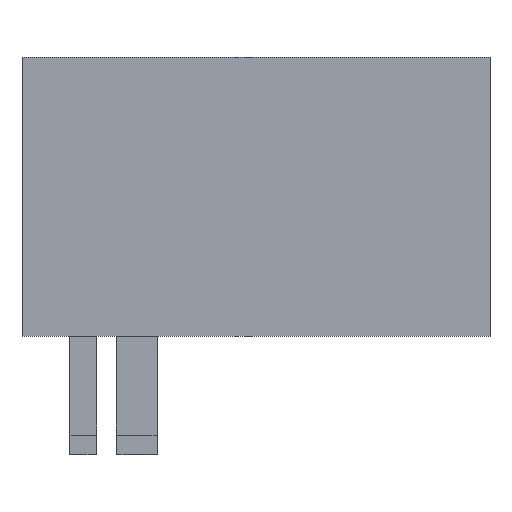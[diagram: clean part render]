
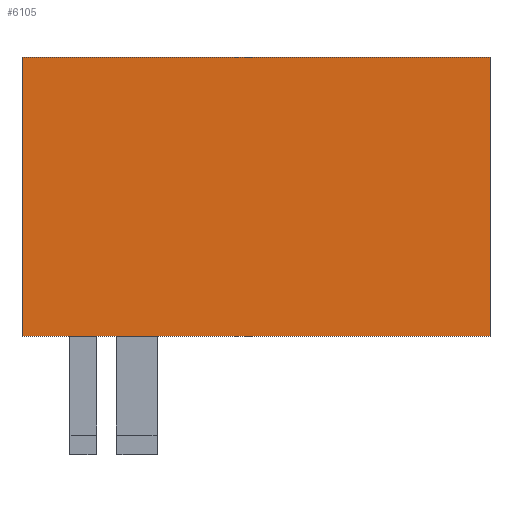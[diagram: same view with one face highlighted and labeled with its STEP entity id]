
A CAD part, top view. The second image highlights one B-rep face of the part: STEP entity #6105.
In plain terms, the highlighted planar face has unit normal (0, 0, 1).
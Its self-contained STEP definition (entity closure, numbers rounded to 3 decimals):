
#335=PLANE('',#6425);
#627=FACE_OUTER_BOUND('',#921,.T.);
#921=EDGE_LOOP('',(#5806,#5807,#5808,#5809));
#1766=LINE('',#9594,#2622);
#1770=LINE('',#9602,#2626);
#1773=LINE('',#9608,#2629);
#1776=LINE('',#9613,#2632);
#2622=VECTOR('',#7862,10.);
#2626=VECTOR('',#7868,10.);
#2629=VECTOR('',#7873,10.);
#2632=VECTOR('',#7878,10.);
#3210=VERTEX_POINT('',#9592);
#3211=VERTEX_POINT('',#9593);
#3214=VERTEX_POINT('',#9601);
#3216=VERTEX_POINT('',#9607);
#4070=EDGE_CURVE('',#3210,#3211,#1766,.T.);
#4074=EDGE_CURVE('',#3211,#3214,#1770,.T.);
#4077=EDGE_CURVE('',#3214,#3216,#1773,.T.);
#4080=EDGE_CURVE('',#3216,#3210,#1776,.T.);
#5806=ORIENTED_EDGE('',*,*,#4080,.T.);
#5807=ORIENTED_EDGE('',*,*,#4070,.T.);
#5808=ORIENTED_EDGE('',*,*,#4074,.T.);
#5809=ORIENTED_EDGE('',*,*,#4077,.T.);
#6105=ADVANCED_FACE('',(#627),#335,.T.);
#6425=AXIS2_PLACEMENT_3D('',#9616,#7882,#7883);
#7862=DIRECTION('',(-1.,0.,0.));
#7868=DIRECTION('',(0.,-1.,0.));
#7873=DIRECTION('',(1.,0.,0.));
#7878=DIRECTION('',(0.,1.,0.));
#7882=DIRECTION('center_axis',(0.,0.,1.));
#7883=DIRECTION('ref_axis',(1.,0.,0.));
#9592=CARTESIAN_POINT('',(118.14,68.92,0.));
#9593=CARTESIAN_POINT('',(-118.36,68.92,0.));
#9594=CARTESIAN_POINT('',(118.14,68.92,0.));
#9601=CARTESIAN_POINT('',(-118.36,-72.08,0.));
#9602=CARTESIAN_POINT('',(-118.36,68.92,0.));
#9607=CARTESIAN_POINT('',(118.14,-72.08,0.));
#9608=CARTESIAN_POINT('',(-118.36,-72.08,0.));
#9613=CARTESIAN_POINT('',(118.14,-72.08,0.));
#9616=CARTESIAN_POINT('Origin',(0.,0.,
0.));
